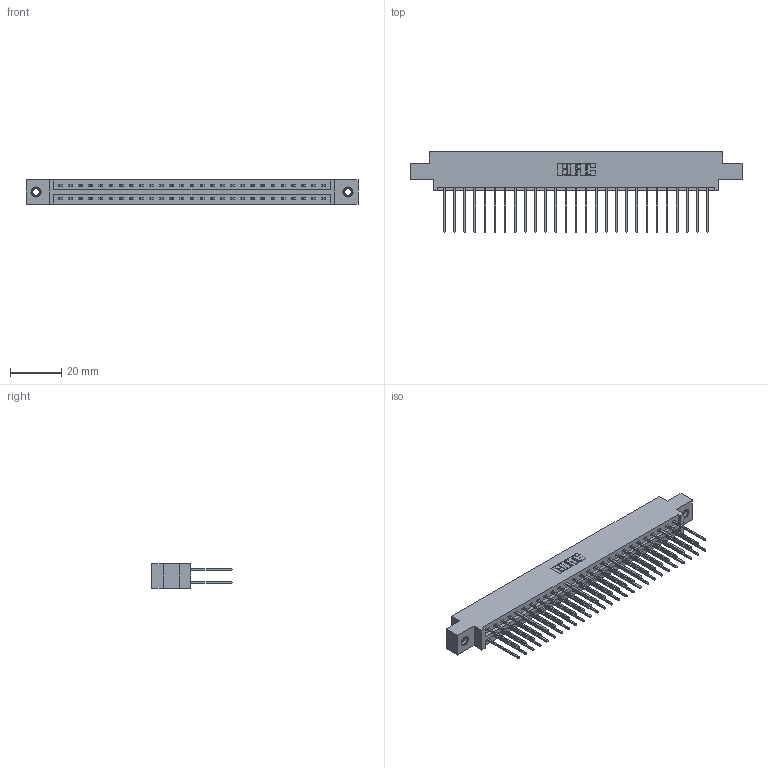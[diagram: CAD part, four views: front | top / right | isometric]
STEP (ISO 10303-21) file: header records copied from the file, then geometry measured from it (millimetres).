
FILE_DESCRIPTION (( 'STEP AP203' ), '1' );
FILE_NAME ('337-054-542-807.STEP', '2019-10-11T19:05:55', ( '' ), ( '' ), 'SwSTEP 2.0', 'SolidWorks 2016', '' );
FILE_SCHEMA (( 'CONFIG_CONTROL_DESIGN' ));
Length unit declared in the file: inch
Products named in the file (4): 345-292-001_345-293-142; 337 Part_0.170 Offset - 0.156 Dia-TI; 337-054-542-807; 345-250-001_345-250-005-103
Assembly tree (57 placements, depth 2):
  337-054-542-807
    337 Part_0.170 Offset - 0.156 Dia-TI
    345-292-001_345-293-142  x54
    345-250-001_345-250-005-103  x2
Bounding box: 130 x 31.63 x 9.4 mm (x, y, z)
Volume: 13621.2 mm3; surface area: 16651.8 mm2
Topology: 57 solids, 57 shells, 3094 faces, 9153 edges, 6022 vertices
Faces by surface type: plane 2158, cylinder 920, cone 12, torus 4
Entity records: 24210 total; most frequent: CARTESIAN_POINT 4073, ORIENTED_EDGE 4002, DIRECTION 3523, EDGE_CURVE 2001, LINE 1853, VECTOR 1853, VERTEX_POINT 1328, AXIS2_PLACEMENT_3D 835
